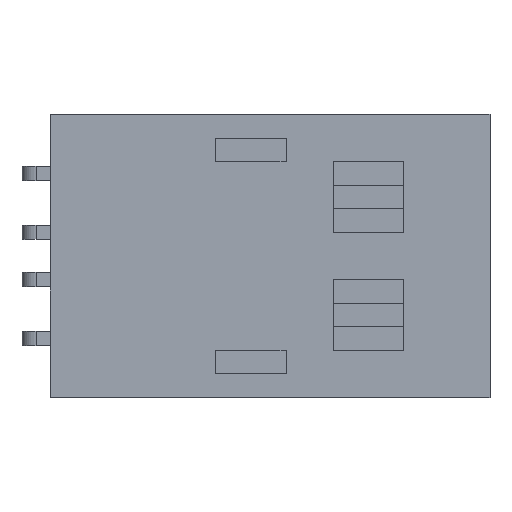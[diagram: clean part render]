
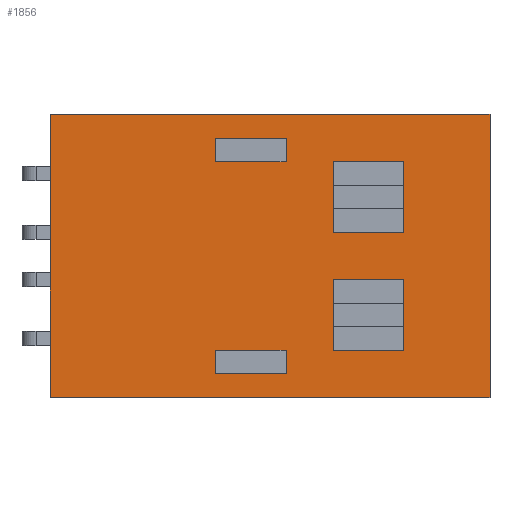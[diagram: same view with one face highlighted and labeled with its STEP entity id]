
A CAD part, top view. The second image highlights one B-rep face of the part: STEP entity #1856.
In plain terms, the highlighted planar face has unit normal (0, 0, 1).
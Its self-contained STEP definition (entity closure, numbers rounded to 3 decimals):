
#42=FACE_BOUND('',#235,.T.);
#43=FACE_BOUND('',#236,.T.);
#44=FACE_BOUND('',#237,.T.);
#45=FACE_BOUND('',#238,.T.);
#126=FACE_OUTER_BOUND('',#234,.T.);
#234=EDGE_LOOP('',(#1419,#1420,#1421,#1422));
#235=EDGE_LOOP('',(#1423,#1424,#1425,#1426));
#236=EDGE_LOOP('',(#1427,#1428,#1429,#1430));
#237=EDGE_LOOP('',(#1431,#1432,#1433,#1434));
#238=EDGE_LOOP('',(#1435,#1436,#1437,#1438));
#322=LINE('',#2612,#561);
#348=LINE('',#2674,#587);
#351=LINE('',#2684,#590);
#355=LINE('',#2692,#594);
#358=LINE('',#2698,#597);
#361=LINE('',#2703,#600);
#363=LINE('',#2708,#602);
#367=LINE('',#2716,#606);
#370=LINE('',#2722,#609);
#373=LINE('',#2727,#612);
#375=LINE('',#2732,#614);
#379=LINE('',#2740,#618);
#382=LINE('',#2746,#621);
#385=LINE('',#2751,#624);
#387=LINE('',#2756,#626);
#391=LINE('',#2764,#630);
#394=LINE('',#2770,#633);
#397=LINE('',#2775,#636);
#401=LINE('',#2783,#640);
#403=LINE('',#2786,#642);
#561=VECTOR('',#2102,10.);
#587=VECTOR('',#2158,10.);
#590=VECTOR('',#2169,10.);
#594=VECTOR('',#2175,10.);
#597=VECTOR('',#2180,10.);
#600=VECTOR('',#2185,10.);
#602=VECTOR('',#2189,10.);
#606=VECTOR('',#2195,10.);
#609=VECTOR('',#2200,10.);
#612=VECTOR('',#2205,10.);
#614=VECTOR('',#2209,10.);
#618=VECTOR('',#2215,10.);
#621=VECTOR('',#2220,10.);
#624=VECTOR('',#2225,10.);
#626=VECTOR('',#2229,10.);
#630=VECTOR('',#2235,10.);
#633=VECTOR('',#2240,10.);
#636=VECTOR('',#2245,10.);
#640=VECTOR('',#2255,10.);
#642=VECTOR('',#2259,10.);
#797=VERTEX_POINT('',#2609);
#798=VERTEX_POINT('',#2611);
#819=VERTEX_POINT('',#2672);
#821=VERTEX_POINT('',#2682);
#822=VERTEX_POINT('',#2683);
#825=VERTEX_POINT('',#2691);
#827=VERTEX_POINT('',#2697);
#829=VERTEX_POINT('',#2706);
#830=VERTEX_POINT('',#2707);
#833=VERTEX_POINT('',#2715);
#835=VERTEX_POINT('',#2721);
#837=VERTEX_POINT('',#2730);
#838=VERTEX_POINT('',#2731);
#841=VERTEX_POINT('',#2739);
#843=VERTEX_POINT('',#2745);
#845=VERTEX_POINT('',#2754);
#846=VERTEX_POINT('',#2755);
#849=VERTEX_POINT('',#2763);
#851=VERTEX_POINT('',#2769);
#853=VERTEX_POINT('',#2782);
#978=EDGE_CURVE('',#798,#797,#322,.T.);
#1010=EDGE_CURVE('',#797,#819,#348,.T.);
#1014=EDGE_CURVE('',#821,#822,#351,.T.);
#1018=EDGE_CURVE('',#825,#821,#355,.T.);
#1021=EDGE_CURVE('',#827,#825,#358,.T.);
#1024=EDGE_CURVE('',#822,#827,#361,.T.);
#1026=EDGE_CURVE('',#829,#830,#363,.T.);
#1030=EDGE_CURVE('',#833,#829,#367,.T.);
#1033=EDGE_CURVE('',#835,#833,#370,.T.);
#1036=EDGE_CURVE('',#830,#835,#373,.T.);
#1038=EDGE_CURVE('',#837,#838,#375,.T.);
#1042=EDGE_CURVE('',#841,#837,#379,.T.);
#1045=EDGE_CURVE('',#843,#841,#382,.T.);
#1048=EDGE_CURVE('',#838,#843,#385,.T.);
#1050=EDGE_CURVE('',#845,#846,#387,.T.);
#1054=EDGE_CURVE('',#849,#845,#391,.T.);
#1057=EDGE_CURVE('',#851,#849,#394,.T.);
#1060=EDGE_CURVE('',#846,#851,#397,.T.);
#1064=EDGE_CURVE('',#819,#853,#401,.T.);
#1066=EDGE_CURVE('',#853,#798,#403,.T.);
#1419=ORIENTED_EDGE('',*,*,#978,.T.);
#1420=ORIENTED_EDGE('',*,*,#1010,.T.);
#1421=ORIENTED_EDGE('',*,*,#1064,.T.);
#1422=ORIENTED_EDGE('',*,*,#1066,.T.);
#1423=ORIENTED_EDGE('',*,*,#1014,.T.);
#1424=ORIENTED_EDGE('',*,*,#1024,.T.);
#1425=ORIENTED_EDGE('',*,*,#1021,.T.);
#1426=ORIENTED_EDGE('',*,*,#1018,.T.);
#1427=ORIENTED_EDGE('',*,*,#1026,.T.);
#1428=ORIENTED_EDGE('',*,*,#1036,.T.);
#1429=ORIENTED_EDGE('',*,*,#1033,.T.);
#1430=ORIENTED_EDGE('',*,*,#1030,.T.);
#1431=ORIENTED_EDGE('',*,*,#1038,.T.);
#1432=ORIENTED_EDGE('',*,*,#1048,.T.);
#1433=ORIENTED_EDGE('',*,*,#1045,.T.);
#1434=ORIENTED_EDGE('',*,*,#1042,.T.);
#1435=ORIENTED_EDGE('',*,*,#1050,.T.);
#1436=ORIENTED_EDGE('',*,*,#1060,.T.);
#1437=ORIENTED_EDGE('',*,*,#1057,.T.);
#1438=ORIENTED_EDGE('',*,*,#1054,.T.);
#1763=PLANE('',#1986);
#1856=ADVANCED_FACE('',(#126,#42,#43,#44,#45),#1763,.T.);
#1986=AXIS2_PLACEMENT_3D('',#2787,#2260,#2261);
#2102=DIRECTION('',(0.,-1.,0.));
#2158=DIRECTION('',(1.,0.,0.));
#2169=DIRECTION('',(0.,1.,0.));
#2175=DIRECTION('',(-1.,0.,0.));
#2180=DIRECTION('',(0.,-1.,0.));
#2185=DIRECTION('',(1.,0.,0.));
#2189=DIRECTION('',(1.,0.,0.));
#2195=DIRECTION('',(0.,1.,0.));
#2200=DIRECTION('',(-1.,0.,0.));
#2205=DIRECTION('',(0.,-1.,0.));
#2209=DIRECTION('',(1.,0.,0.));
#2215=DIRECTION('',(0.,1.,0.));
#2220=DIRECTION('',(-1.,0.,0.));
#2225=DIRECTION('',(0.,-1.,0.));
#2229=DIRECTION('',(0.,1.,0.));
#2235=DIRECTION('',(-1.,0.,0.));
#2240=DIRECTION('',(0.,-1.,0.));
#2245=DIRECTION('',(1.,0.,0.));
#2255=DIRECTION('',(0.,1.,0.));
#2259=DIRECTION('',(-1.,0.,0.));
#2260=DIRECTION('center_axis',(0.,0.,1.));
#2261=DIRECTION('ref_axis',(1.,0.,0.));
#2609=CARTESIAN_POINT('',(0.,0.,0.));
#2611=CARTESIAN_POINT('',(0.,12.,0.));
#2612=CARTESIAN_POINT('',(0.,12.,0.));
#2672=CARTESIAN_POINT('',(18.65,0.,0.));
#2674=CARTESIAN_POINT('',(0.,0.,0.));
#2682=CARTESIAN_POINT('',(7.,10.,0.));
#2683=CARTESIAN_POINT('',(7.,11.,0.));
#2684=CARTESIAN_POINT('',(7.,8.,0.));
#2691=CARTESIAN_POINT('',(10.,10.,0.));
#2692=CARTESIAN_POINT('',(9.663,10.,0.));
#2697=CARTESIAN_POINT('',(10.,11.,0.));
#2698=CARTESIAN_POINT('',(10.,8.5,0.));
#2703=CARTESIAN_POINT('',(8.163,11.,0.));
#2706=CARTESIAN_POINT('',(12.,5.,0.));
#2707=CARTESIAN_POINT('',(15.,5.,0.));
#2708=CARTESIAN_POINT('',(10.663,5.,0.));
#2715=CARTESIAN_POINT('',(12.,2.,0.));
#2716=CARTESIAN_POINT('',(12.,4.,0.));
#2721=CARTESIAN_POINT('',(15.,2.,0.));
#2722=CARTESIAN_POINT('',(12.163,2.,0.));
#2727=CARTESIAN_POINT('',(15.,5.5,0.));
#2730=CARTESIAN_POINT('',(12.,10.,0.));
#2731=CARTESIAN_POINT('',(15.,10.,0.));
#2732=CARTESIAN_POINT('',(10.663,10.,0.));
#2739=CARTESIAN_POINT('',(12.,7.,0.));
#2740=CARTESIAN_POINT('',(12.,6.5,0.));
#2745=CARTESIAN_POINT('',(15.,7.,0.));
#2746=CARTESIAN_POINT('',(12.163,7.,0.));
#2751=CARTESIAN_POINT('',(15.,8.,0.));
#2754=CARTESIAN_POINT('',(7.,1.,0.));
#2755=CARTESIAN_POINT('',(7.,2.,0.));
#2756=CARTESIAN_POINT('',(7.,3.5,0.));
#2763=CARTESIAN_POINT('',(10.,1.,0.));
#2764=CARTESIAN_POINT('',(9.663,1.,0.));
#2769=CARTESIAN_POINT('',(10.,2.,0.));
#2770=CARTESIAN_POINT('',(10.,4.,0.));
#2775=CARTESIAN_POINT('',(8.163,2.,0.));
#2782=CARTESIAN_POINT('',(18.65,12.,0.));
#2783=CARTESIAN_POINT('',(18.65,0.,0.));
#2786=CARTESIAN_POINT('',(18.65,12.,0.));
#2787=CARTESIAN_POINT('Origin',(9.325,6.,0.));
